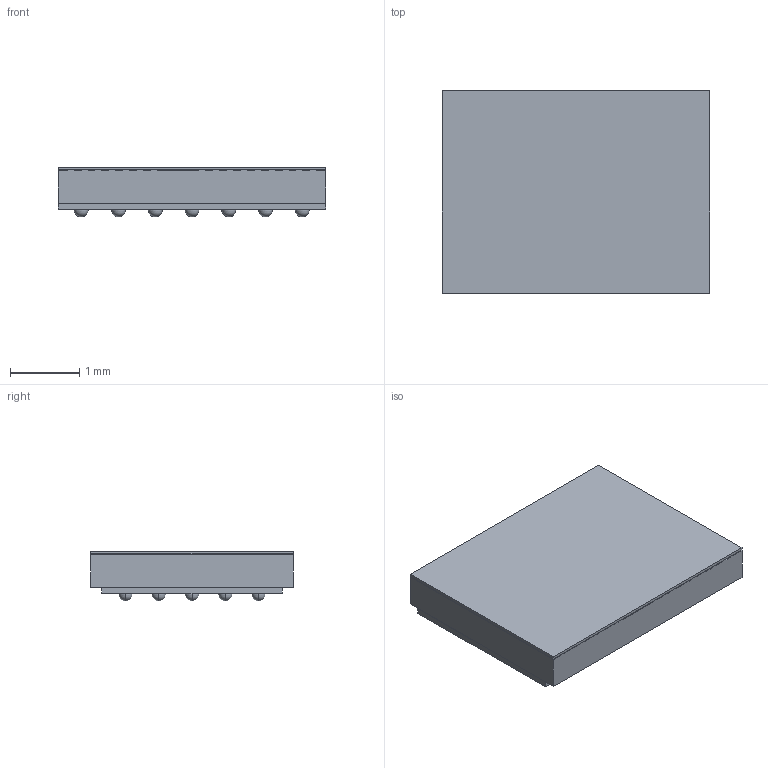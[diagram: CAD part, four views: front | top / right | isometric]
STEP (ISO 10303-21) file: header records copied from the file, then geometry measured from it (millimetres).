
FILE_DESCRIPTION(('STEP AP242'),'1');
FILE_NAME('Image Sensor OV2740.stp','2023-04-09T22:26:35',(' '),(' '),'Spatial InterOp 3D',' ',' ');
FILE_SCHEMA(('AP242_MANAGED_MODEL_BASED_3D_ENGINEERING_MIM_LF {1 0 10303 442 1 1 4}'));
Length unit declared in the file: metre
Products named in the file (5): Image Sensor OV2740; Cover; Base; Balls; Body
Assembly tree (4 placements, depth 2):
  Image Sensor OV2740
    Cover
    Base
    Balls
    Body
Bounding box: 3.85 x 2.92 x 0.72 mm (x, y, z)
Volume: 6.7 mm3; surface area: 77.1 mm2
Topology: 37 solids, 37 shells, 279 faces, 742 edges, 472 vertices
Faces by surface type: plane 199, sphere 68, cylinder 12
Entity records: 10815 total; most frequent: DIRECTION 1436, CARTESIAN_POINT 1430, ORIENTED_EDGE 1348, EDGE_CURVE 674, LINE 480, VECTOR 480, AXIS2_PLACEMENT_3D 478, VERTEX_POINT 472
